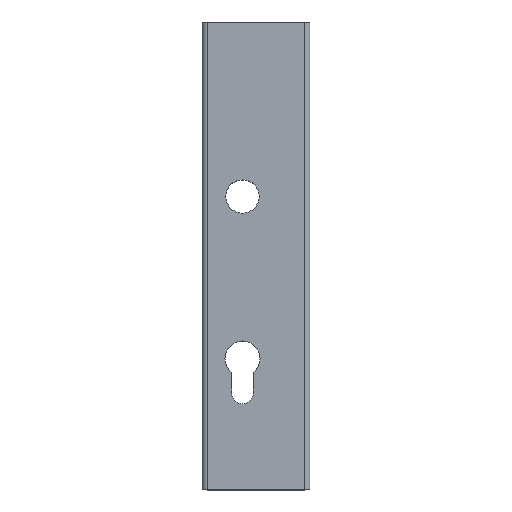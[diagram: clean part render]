
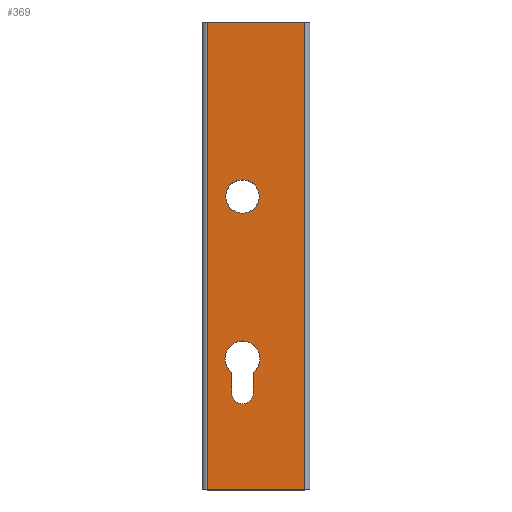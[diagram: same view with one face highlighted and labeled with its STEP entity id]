
A CAD part, top view. The second image highlights one B-rep face of the part: STEP entity #369.
In plain terms, the highlighted planar face has unit normal (0, 0, 1).
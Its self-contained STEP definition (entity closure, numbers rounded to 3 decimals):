
#4 = CARTESIAN_POINT ( 'NONE',  ( -1.5, 53.75, 20. ) ) ;
#6 = DIRECTION ( 'NONE',  ( 1., 0., 0. ) ) ;
#15 = VERTEX_POINT ( 'NONE', #314 ) ;
#24 = EDGE_CURVE ( 'NONE', #15, #85, #1156, .T. ) ;
#48 = AXIS2_PLACEMENT_3D ( 'NONE', #569, #583, #354 ) ;
#53 = LINE ( 'NONE', #1072, #671 ) ;
#64 = CARTESIAN_POINT ( 'NONE',  ( -17.25, 73., 20. ) ) ;
#72 = CARTESIAN_POINT ( 'NONE',  ( -27., 260., 20. ) ) ;
#77 = ORIENTED_EDGE ( 'NONE', *, *, #24, .F. ) ;
#85 = VERTEX_POINT ( 'NONE', #1334 ) ;
#119 = EDGE_CURVE ( 'NONE', #1482, #803, #1325, .T. ) ;
#131 = EDGE_CURVE ( 'NONE', #1132, #409, #1042, .T. ) ;
#153 = LINE ( 'NONE', #935, #195 ) ;
#162 = DIRECTION ( 'NONE',  ( 1., 0., 0. ) ) ;
#165 = EDGE_CURVE ( 'NONE', #85, #1132, #171, .T. ) ;
#171 = CIRCLE ( 'NONE', #48, 6. ) ;
#195 = VECTOR ( 'NONE', #799, 1000. ) ;
#210 = CARTESIAN_POINT ( 'NONE',  ( -7.5, 73., 20. ) ) ;
#225 = CARTESIAN_POINT ( 'NONE',  ( -16.75, 163., 20. ) ) ;
#233 = CIRCLE ( 'NONE', #1463, 9.75 ) ;
#262 = CARTESIAN_POINT ( 'NONE',  ( -7.5, 73., 20. ) ) ;
#277 = ORIENTED_EDGE ( 'NONE', *, *, #512, .F. ) ;
#290 = AXIS2_PLACEMENT_3D ( 'NONE', #262, #1084, #1083 ) ;
#294 = EDGE_LOOP ( 'NONE', ( #378, #389, #77, #447, #277, #593 ) ) ;
#305 = CIRCLE ( 'NONE', #1222, 9.25 ) ;
#313 = VERTEX_POINT ( 'NONE', #72 ) ;
#314 = CARTESIAN_POINT ( 'NONE',  ( -13.5, 65.315, 20. ) ) ;
#324 = DIRECTION ( 'NONE',  ( 0., 0., 1. ) ) ;
#342 = DIRECTION ( 'NONE',  ( 1., 0., 0. ) ) ;
#345 = DIRECTION ( 'NONE',  ( 0., 0., 1. ) ) ;
#347 = CARTESIAN_POINT ( 'NONE',  ( -7.5, 163., 20. ) ) ;
#354 = DIRECTION ( 'NONE',  ( 1., 0., 0. ) ) ;
#363 = ORIENTED_EDGE ( 'NONE', *, *, #119, .F. ) ;
#369 = ADVANCED_FACE ( 'NONE', ( #954, #1089, #459 ), #1453, .F. ) ;
#378 = ORIENTED_EDGE ( 'NONE', *, *, #131, .F. ) ;
#389 = ORIENTED_EDGE ( 'NONE', *, *, #165, .F. ) ;
#409 = VERTEX_POINT ( 'NONE', #912 ) ;
#424 = EDGE_CURVE ( 'NONE', #803, #1482, #305, .T. ) ;
#447 = ORIENTED_EDGE ( 'NONE', *, *, #1431, .F. ) ;
#459 = FACE_OUTER_BOUND ( 'NONE', #1199, .T. ) ;
#464 = AXIS2_PLACEMENT_3D ( 'NONE', #809, #806, #342 ) ;
#469 = EDGE_LOOP ( 'NONE', ( #1012, #363 ) ) ;
#493 = CARTESIAN_POINT ( 'NONE',  ( -27., 0., 20. ) ) ;
#498 = VECTOR ( 'NONE', #162, 1000. ) ;
#512 = EDGE_CURVE ( 'NONE', #953, #793, #233, .T. ) ;
#534 = VERTEX_POINT ( 'NONE', #574 ) ;
#554 = EDGE_CURVE ( 'NONE', #409, #953, #821, .T. ) ;
#558 = CARTESIAN_POINT ( 'NONE',  ( 2.25, 73., 20. ) ) ;
#569 = CARTESIAN_POINT ( 'NONE',  ( -7.5, 53.75, 20. ) ) ;
#572 = VERTEX_POINT ( 'NONE', #840 ) ;
#574 = CARTESIAN_POINT ( 'NONE',  ( 27., 260., 20. ) ) ;
#583 = DIRECTION ( 'NONE',  ( 0., 0., 1. ) ) ;
#593 = ORIENTED_EDGE ( 'NONE', *, *, #554, .F. ) ;
#600 = DIRECTION ( 'NONE',  ( 0., -1., 0. ) ) ;
#642 = EDGE_CURVE ( 'NONE', #313, #650, #802, .T. ) ;
#644 = CARTESIAN_POINT ( 'NONE',  ( 27., 260., 20. ) ) ;
#650 = VERTEX_POINT ( 'NONE', #493 ) ;
#671 = VECTOR ( 'NONE', #1409, 1000. ) ;
#675 = DIRECTION ( 'NONE',  ( 1., 0., 0. ) ) ;
#686 = DIRECTION ( 'NONE',  ( 1., 0., 0. ) ) ;
#689 = DIRECTION ( 'NONE',  ( 0., 0., 1. ) ) ;
#716 = VECTOR ( 'NONE', #1127, 1000. ) ;
#726 = CARTESIAN_POINT ( 'NONE',  ( -1.5, 53.75, 20. ) ) ;
#761 = ORIENTED_EDGE ( 'NONE', *, *, #642, .T. ) ;
#776 = AXIS2_PLACEMENT_3D ( 'NONE', #779, #1225, #885 ) ;
#779 = CARTESIAN_POINT ( 'NONE',  ( 27., 260., 20. ) ) ;
#793 = VERTEX_POINT ( 'NONE', #64 ) ;
#799 = DIRECTION ( 'NONE',  ( 1., 0., 0. ) ) ;
#802 = LINE ( 'NONE', #1077, #1459 ) ;
#803 = VERTEX_POINT ( 'NONE', #1224 ) ;
#806 = DIRECTION ( 'NONE',  ( 0., 0., 1. ) ) ;
#809 = CARTESIAN_POINT ( 'NONE',  ( -7.5, 163., 20. ) ) ;
#820 = CIRCLE ( 'NONE', #873, 9.75 ) ;
#821 = CIRCLE ( 'NONE', #290, 9.75 ) ;
#840 = CARTESIAN_POINT ( 'NONE',  ( 27., 0., 20. ) ) ;
#873 = AXIS2_PLACEMENT_3D ( 'NONE', #210, #345, #6 ) ;
#885 = DIRECTION ( 'NONE',  ( -1., 0., 0. ) ) ;
#912 = CARTESIAN_POINT ( 'NONE',  ( -1.5, 65.315, 20. ) ) ;
#935 = CARTESIAN_POINT ( 'NONE',  ( 27., 0., 20. ) ) ;
#953 = VERTEX_POINT ( 'NONE', #558 ) ;
#954 = FACE_BOUND ( 'NONE', #294, .T. ) ;
#1012 = ORIENTED_EDGE ( 'NONE', *, *, #424, .F. ) ;
#1034 = ORIENTED_EDGE ( 'NONE', *, *, #1457, .T. ) ;
#1042 = LINE ( 'NONE', #4, #1461 ) ;
#1049 = EDGE_CURVE ( 'NONE', #534, #572, #53, .T. ) ;
#1052 = ORIENTED_EDGE ( 'NONE', *, *, #1049, .F. ) ;
#1061 = LINE ( 'NONE', #644, #498 ) ;
#1072 = CARTESIAN_POINT ( 'NONE',  ( 27., 260., 20. ) ) ;
#1077 = CARTESIAN_POINT ( 'NONE',  ( -27., 260., 20. ) ) ;
#1083 = DIRECTION ( 'NONE',  ( 1., 0., 0. ) ) ;
#1084 = DIRECTION ( 'NONE',  ( 0., 0., 1. ) ) ;
#1089 = FACE_BOUND ( 'NONE', #469, .T. ) ;
#1115 = CARTESIAN_POINT ( 'NONE',  ( -13.5, 53.75, 20. ) ) ;
#1127 = DIRECTION ( 'NONE',  ( 0., -1., 0. ) ) ;
#1132 = VERTEX_POINT ( 'NONE', #726 ) ;
#1156 = LINE ( 'NONE', #1115, #716 ) ;
#1183 = ORIENTED_EDGE ( 'NONE', *, *, #1381, .F. ) ;
#1199 = EDGE_LOOP ( 'NONE', ( #1034, #1052, #1183, #761 ) ) ;
#1222 = AXIS2_PLACEMENT_3D ( 'NONE', #347, #324, #675 ) ;
#1224 = CARTESIAN_POINT ( 'NONE',  ( 1.75, 163., 20. ) ) ;
#1225 = DIRECTION ( 'NONE',  ( 0., 0., -1. ) ) ;
#1325 = CIRCLE ( 'NONE', #464, 9.25 ) ;
#1334 = CARTESIAN_POINT ( 'NONE',  ( -13.5, 53.75, 20. ) ) ;
#1359 = CARTESIAN_POINT ( 'NONE',  ( -7.5, 73., 20. ) ) ;
#1381 = EDGE_CURVE ( 'NONE', #313, #534, #1061, .T. ) ;
#1409 = DIRECTION ( 'NONE',  ( 0., -1., 0. ) ) ;
#1431 = EDGE_CURVE ( 'NONE', #793, #15, #820, .T. ) ;
#1453 = PLANE ( 'NONE',  #776 ) ;
#1457 = EDGE_CURVE ( 'NONE', #650, #572, #153, .T. ) ;
#1459 = VECTOR ( 'NONE', #600, 1000. ) ;
#1461 = VECTOR ( 'NONE', #1489, 1000. ) ;
#1463 = AXIS2_PLACEMENT_3D ( 'NONE', #1359, #689, #686 ) ;
#1482 = VERTEX_POINT ( 'NONE', #225 ) ;
#1489 = DIRECTION ( 'NONE',  ( 0., 1., 0. ) ) ;
